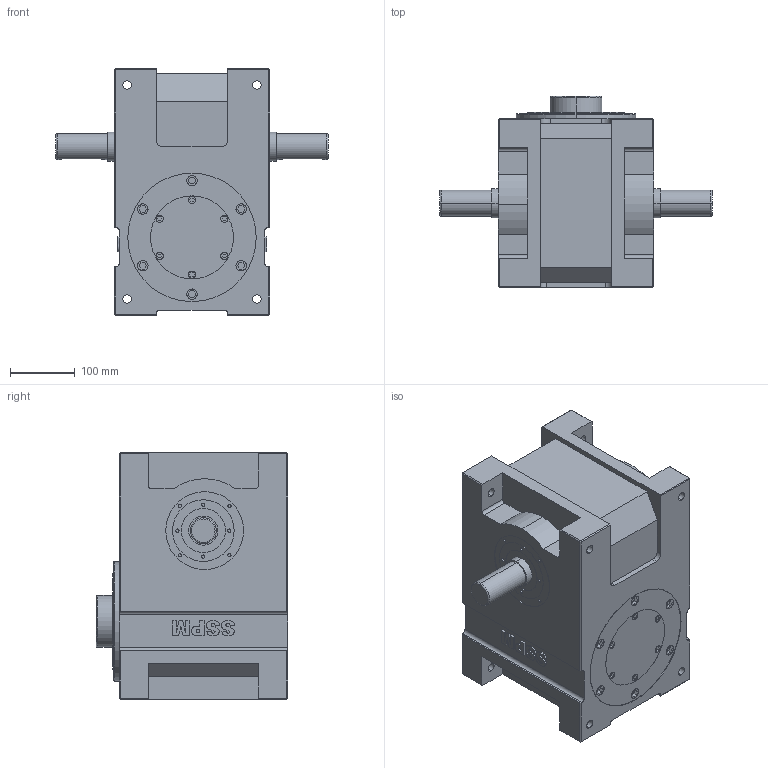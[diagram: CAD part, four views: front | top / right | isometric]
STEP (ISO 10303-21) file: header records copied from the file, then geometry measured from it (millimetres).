
FILE_DESCRIPTION (( 'STEP AP203' ), '1' );
FILE_NAME ('DH140¼Ð·Ç.STEP', '2023-08-30T09:04:02', ( '' ), ( '' ), 'SwSTEP 2.0', 'SolidWorks 2018', '' );
FILE_SCHEMA (( 'CONFIG_CONTROL_DESIGN' ));
Length unit declared in the file: millimetre
Products named in the file (1): DH140標準
Bounding box: 420 x 295 x 380 mm (x, y, z)
Volume: 21651456 mm3; surface area: 591410.6 mm2
Topology: 1 solids, 1 shells, 486 faces, 1194 edges, 784 vertices
Faces by surface type: plane 292, cylinder 141, bspline 43, torus 10
Entity records: 16597 total; most frequent: CARTESIAN_POINT 5004, ORIENTED_EDGE 2388, DIRECTION 2284, EDGE_CURVE 1194, LINE 804, VECTOR 804, VERTEX_POINT 784, AXIS2_PLACEMENT_3D 740
